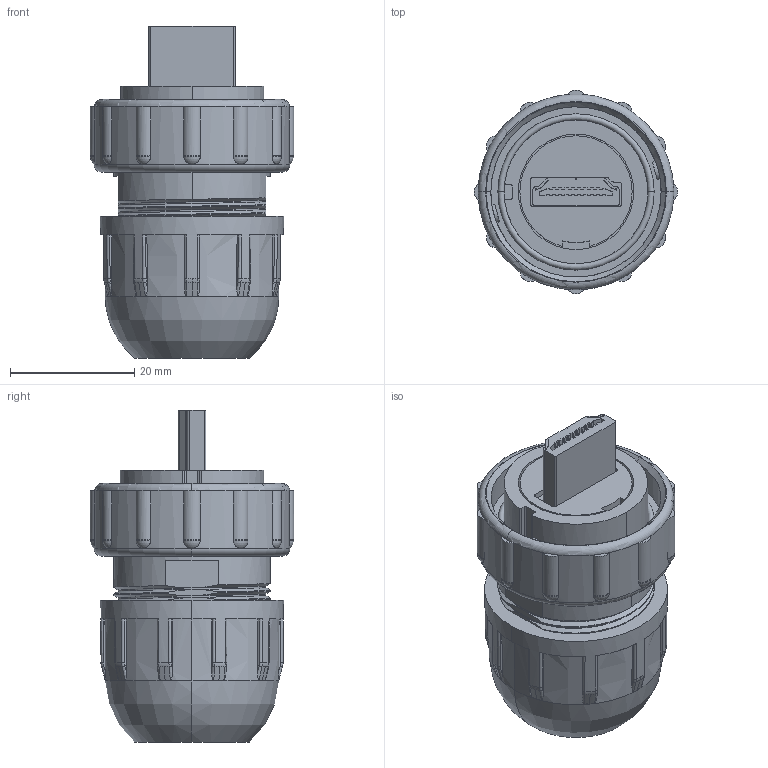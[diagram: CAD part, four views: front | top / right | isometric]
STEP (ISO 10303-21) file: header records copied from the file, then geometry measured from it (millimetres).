
FILE_DESCRIPTION (( 'STEP AP203' ), '1' );
FILE_NAME ('DCC-HDMIB-310-1.STEP', '2015-05-12T14:38:59', ( '' ), ( '' ), 'SwSTEP 2.0', 'SolidWorks 2014', '' );
FILE_SCHEMA (( 'CONFIG_CONTROL_DESIGN' ));
Length unit declared in the file: inch
Products named in the file (1): DCC-HDMIB-310-1
Bounding box: 32.79 x 32.79 x 53.47 mm (x, y, z)
Volume: 24799.3 mm3; surface area: 8346.2 mm2
Topology: 1 solids, 2 shells, 472 faces, 1257 edges, 805 vertices
Faces by surface type: plane 218, cylinder 109, bspline 69, cone 28, torus 24, sphere 24
Entity records: 17897 total; most frequent: CARTESIAN_POINT 6579, ORIENTED_EDGE 2514, DIRECTION 2184, EDGE_CURVE 1257, VERTEX_POINT 805, AXIS2_PLACEMENT_3D 787, VECTOR 610, LINE 610
